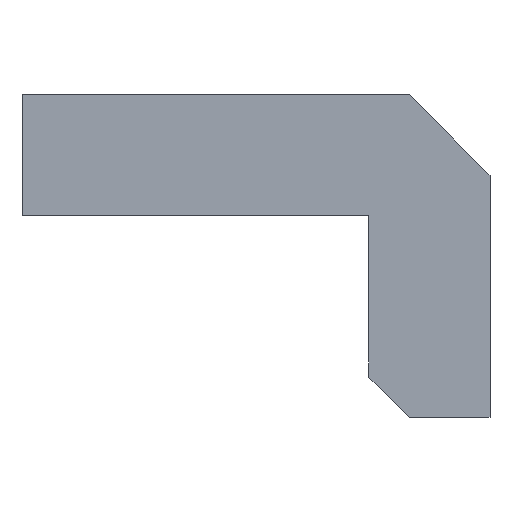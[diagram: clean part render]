
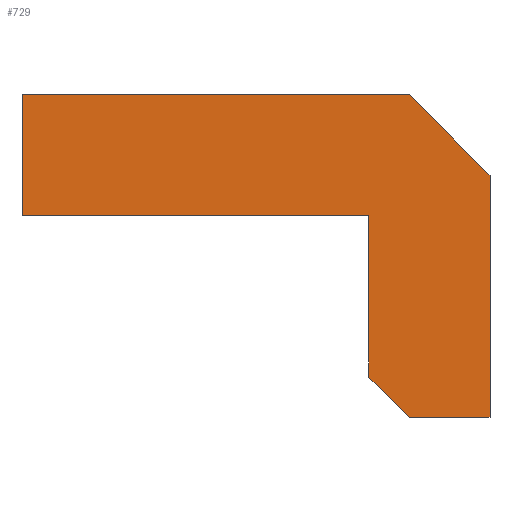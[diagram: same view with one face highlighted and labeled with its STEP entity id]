
A CAD part, front view. The second image highlights one B-rep face of the part: STEP entity #729.
In plain terms, the highlighted planar face has unit normal (0, -1, 0).
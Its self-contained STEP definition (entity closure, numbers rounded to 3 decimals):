
#51=FACE_OUTER_BOUND('',#89,.T.);
#89=EDGE_LOOP('',(#615,#616,#617,#618,#619,#620,#621,#622));
#121=LINE('',#1032,#221);
#156=LINE('',#1101,#256);
#183=LINE('',#1153,#283);
#186=LINE('',#1158,#286);
#188=LINE('',#1161,#288);
#189=LINE('',#1163,#289);
#190=LINE('',#1165,#290);
#191=LINE('',#1166,#291);
#221=VECTOR('',#829,10.);
#256=VECTOR('',#884,10.);
#283=VECTOR('',#943,10.);
#286=VECTOR('',#948,10.);
#288=VECTOR('',#952,10.);
#289=VECTOR('',#953,10.);
#290=VECTOR('',#954,10.);
#291=VECTOR('',#955,10.);
#321=VERTEX_POINT('',#1029);
#322=VERTEX_POINT('',#1031);
#346=VERTEX_POINT('',#1100);
#354=VERTEX_POINT('',#1151);
#355=VERTEX_POINT('',#1152);
#356=VERTEX_POINT('',#1157);
#357=VERTEX_POINT('',#1162);
#358=VERTEX_POINT('',#1164);
#385=EDGE_CURVE('',#322,#321,#121,.T.);
#420=EDGE_CURVE('',#322,#346,#156,.T.);
#447=EDGE_CURVE('',#354,#355,#183,.T.);
#450=EDGE_CURVE('',#355,#356,#186,.T.);
#452=EDGE_CURVE('',#356,#321,#188,.T.);
#453=EDGE_CURVE('',#357,#354,#189,.T.);
#454=EDGE_CURVE('',#358,#357,#190,.T.);
#455=EDGE_CURVE('',#346,#358,#191,.T.);
#615=ORIENTED_EDGE('',*,*,#385,.T.);
#616=ORIENTED_EDGE('',*,*,#452,.F.);
#617=ORIENTED_EDGE('',*,*,#450,.F.);
#618=ORIENTED_EDGE('',*,*,#447,.F.);
#619=ORIENTED_EDGE('',*,*,#453,.F.);
#620=ORIENTED_EDGE('',*,*,#454,.F.);
#621=ORIENTED_EDGE('',*,*,#455,.F.);
#622=ORIENTED_EDGE('',*,*,#420,.F.);
#691=PLANE('',#782);
#729=ADVANCED_FACE('',(#51),#691,.F.);
#782=AXIS2_PLACEMENT_3D('',#1160,#950,#951);
#829=DIRECTION('',(0.,0.,-1.));
#884=DIRECTION('',(1.,0.,0.));
#943=DIRECTION('',(-0.707,0.,0.707));
#948=DIRECTION('',(0.,0.,1.));
#950=DIRECTION('center_axis',(0.,1.,0.));
#951=DIRECTION('ref_axis',(0.,0.,1.));
#952=DIRECTION('',(-1.,0.,0.));
#953=DIRECTION('',(-1.,0.,0.));
#954=DIRECTION('',(0.,0.,-1.));
#955=DIRECTION('',(0.707,0.,-0.707));
#1029=CARTESIAN_POINT('',(-112.1,-49.6,14.));
#1031=CARTESIAN_POINT('',(-112.1,-49.6,17.));
#1032=CARTESIAN_POINT('',(-112.1,-49.6,14.));
#1100=CARTESIAN_POINT('',(-102.5,-49.6,17.));
#1101=CARTESIAN_POINT('',(-110.625,-49.6,17.));
#1151=CARTESIAN_POINT('',(-102.5,-49.6,9.));
#1152=CARTESIAN_POINT('',(-103.5,-49.6,10.));
#1153=CARTESIAN_POINT('',(-106.5,-49.6,13.));
#1157=CARTESIAN_POINT('',(-103.5,-49.6,14.));
#1158=CARTESIAN_POINT('',(-103.5,-49.6,13.5));
#1160=CARTESIAN_POINT('Origin',(-112.5,-49.6,14.));
#1161=CARTESIAN_POINT('',(-110.625,-49.6,14.));
#1162=CARTESIAN_POINT('',(-100.5,-49.6,9.));
#1163=CARTESIAN_POINT('',(-108.,-49.6,9.));
#1164=CARTESIAN_POINT('',(-100.5,-49.6,15.));
#1165=CARTESIAN_POINT('',(-100.5,-49.6,13.5));
#1166=CARTESIAN_POINT('',(-103.75,-49.6,18.25));
